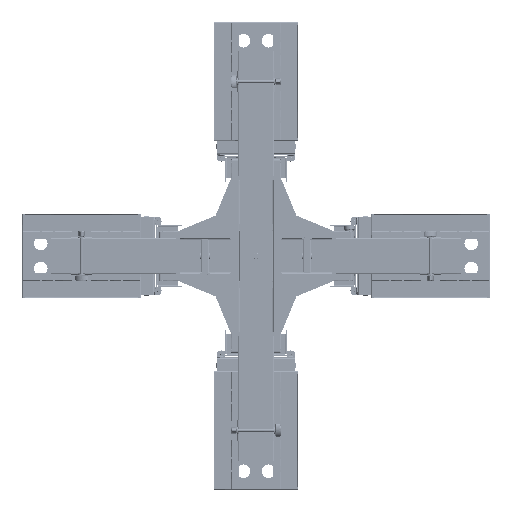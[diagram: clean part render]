
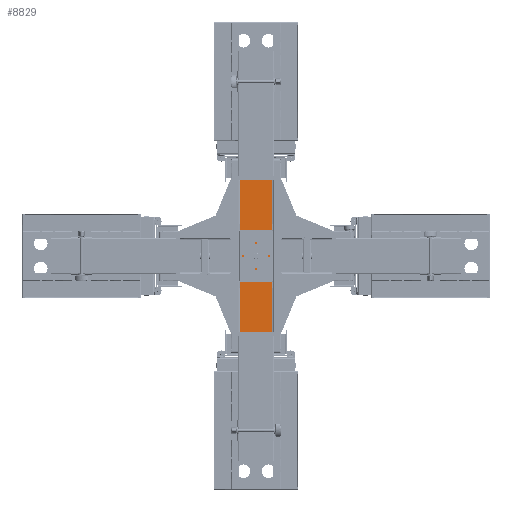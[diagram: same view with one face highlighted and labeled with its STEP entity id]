
A CAD part, front view. The second image highlights one B-rep face of the part: STEP entity #8829.
In plain terms, the highlighted free-form (B-spline) face has degree [1, 1] with [2, 2] control points.
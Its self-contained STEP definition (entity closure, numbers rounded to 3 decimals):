
#7652 = VERTEX_POINT('',#7653);
#7653 = CARTESIAN_POINT('',(0.,48.436,20.945));
#7671 = VERTEX_POINT('',#7672);
#7672 = CARTESIAN_POINT('',(0.,48.436,
    -20.945));
#7677 = EDGE_CURVE('',#7671,#7652,#7678,.T.);
#7678 = ( BOUNDED_CURVE() B_SPLINE_CURVE(2,(#7679,#7680,#7681,#7682,
#7683),.UNSPECIFIED.,.F.,.F.) B_SPLINE_CURVE_WITH_KNOTS((3,2,3),(0.,
1.571,3.142),.PIECEWISE_BEZIER_KNOTS.) CURVE() 
GEOMETRIC_REPRESENTATION_ITEM() RATIONAL_B_SPLINE_CURVE((1.,
0.707,1.,0.707,1.)) REPRESENTATION_ITEM('') );
#7679 = CARTESIAN_POINT('',(0.,48.436,-20.945));
#7680 = CARTESIAN_POINT('',(-20.945,48.436,
    -20.945));
#7681 = CARTESIAN_POINT('',(-20.945,48.436,
    0.));
#7682 = CARTESIAN_POINT('',(-20.945,48.436,
    20.945));
#7683 = CARTESIAN_POINT('',(0.,48.436,
    20.945));
#8256 = VERTEX_POINT('',#8257);
#8257 = CARTESIAN_POINT('',(62.836,48.436,
    294.546));
#8285 = EDGE_CURVE('',#8256,#8286,#8288,.T.);
#8286 = VERTEX_POINT('',#8287);
#8287 = CARTESIAN_POINT('',(-62.836,48.436,
    294.546));
#8288 = B_SPLINE_CURVE_WITH_KNOTS('',1,(#8289,#8290),.UNSPECIFIED.,.F.,
  .F.,(2,2),(-98.,-2.),.PIECEWISE_BEZIER_KNOTS.);
#8289 = CARTESIAN_POINT('',(62.836,48.436,
    294.546));
#8290 = CARTESIAN_POINT('',(-62.836,48.436,
    294.546));
#8323 = VERTEX_POINT('',#8324);
#8324 = CARTESIAN_POINT('',(62.836,48.436,
    -294.546));
#8430 = VERTEX_POINT('',#8431);
#8431 = CARTESIAN_POINT('',(-62.836,48.436,
    -294.546));
#8467 = EDGE_CURVE('',#8323,#8430,#8468,.T.);
#8468 = B_SPLINE_CURVE_WITH_KNOTS('',1,(#8469,#8470),.UNSPECIFIED.,.F.,
  .F.,(2,2),(-98.,-2.),.PIECEWISE_BEZIER_KNOTS.);
#8469 = CARTESIAN_POINT('',(62.836,48.436,
    -294.546));
#8470 = CARTESIAN_POINT('',(-62.836,48.436,
    -294.546));
#8817 = EDGE_CURVE('',#8286,#8430,#8818,.T.);
#8818 = B_SPLINE_CURVE_WITH_KNOTS('',1,(#8819,#8820),.UNSPECIFIED.,.F.,
  .F.,(2,2),(-0.,450.),.PIECEWISE_BEZIER_KNOTS.);
#8819 = CARTESIAN_POINT('',(-62.836,48.436,
    294.546));
#8820 = CARTESIAN_POINT('',(-62.836,48.436,
    -294.546));
#8829 = ADVANCED_FACE('',(#8830,#8841),#8851,.T.);
#8830 = FACE_BOUND('',#8831,.T.);
#8831 = EDGE_LOOP('',(#8832,#8840));
#8832 = ORIENTED_EDGE('',*,*,#8833,.T.);
#8833 = EDGE_CURVE('',#7652,#7671,#8834,.T.);
#8834 = ( BOUNDED_CURVE() B_SPLINE_CURVE(2,(#8835,#8836,#8837,#8838,
#8839),.UNSPECIFIED.,.F.,.F.) B_SPLINE_CURVE_WITH_KNOTS((3,2,3),(
    3.142,4.712,6.283),
.PIECEWISE_BEZIER_KNOTS.) CURVE() GEOMETRIC_REPRESENTATION_ITEM() 
RATIONAL_B_SPLINE_CURVE((1.,0.707,1.,0.707,1.)) 
REPRESENTATION_ITEM('') );
#8835 = CARTESIAN_POINT('',(0.,48.436,
    20.945));
#8836 = CARTESIAN_POINT('',(20.945,48.436,
    20.945));
#8837 = CARTESIAN_POINT('',(20.945,48.436,
    0.));
#8838 = CARTESIAN_POINT('',(20.945,48.436,
    -20.945));
#8839 = CARTESIAN_POINT('',(0.,48.436,
    -20.945));
#8840 = ORIENTED_EDGE('',*,*,#7677,.T.);
#8841 = FACE_BOUND('',#8842,.T.);
#8842 = EDGE_LOOP('',(#8843,#8844,#8849,#8850));
#8843 = ORIENTED_EDGE('',*,*,#8467,.F.);
#8844 = ORIENTED_EDGE('',*,*,#8845,.F.);
#8845 = EDGE_CURVE('',#8256,#8323,#8846,.T.);
#8846 = B_SPLINE_CURVE_WITH_KNOTS('',1,(#8847,#8848),.UNSPECIFIED.,.F.,
  .F.,(2,2),(-0.,450.),.PIECEWISE_BEZIER_KNOTS.);
#8847 = CARTESIAN_POINT('',(62.836,48.436,
    294.546));
#8848 = CARTESIAN_POINT('',(62.836,48.436,
    -294.546));
#8849 = ORIENTED_EDGE('',*,*,#8285,.T.);
#8850 = ORIENTED_EDGE('',*,*,#8817,.T.);
#8851 = B_SPLINE_SURFACE_WITH_KNOTS('',1,1,(
    (#8852,#8853)
    ,(#8854,#8855
    )),.UNSPECIFIED.,.F.,.F.,.F.,(2,2),(2,2),(0.,450.),(2.,98.),
  .PIECEWISE_BEZIER_KNOTS.);
#8852 = CARTESIAN_POINT('',(-62.836,48.436,
    294.546));
#8853 = CARTESIAN_POINT('',(62.836,48.436,
    294.546));
#8854 = CARTESIAN_POINT('',(-62.836,48.436,
    -294.546));
#8855 = CARTESIAN_POINT('',(62.836,48.436,
    -294.546));
